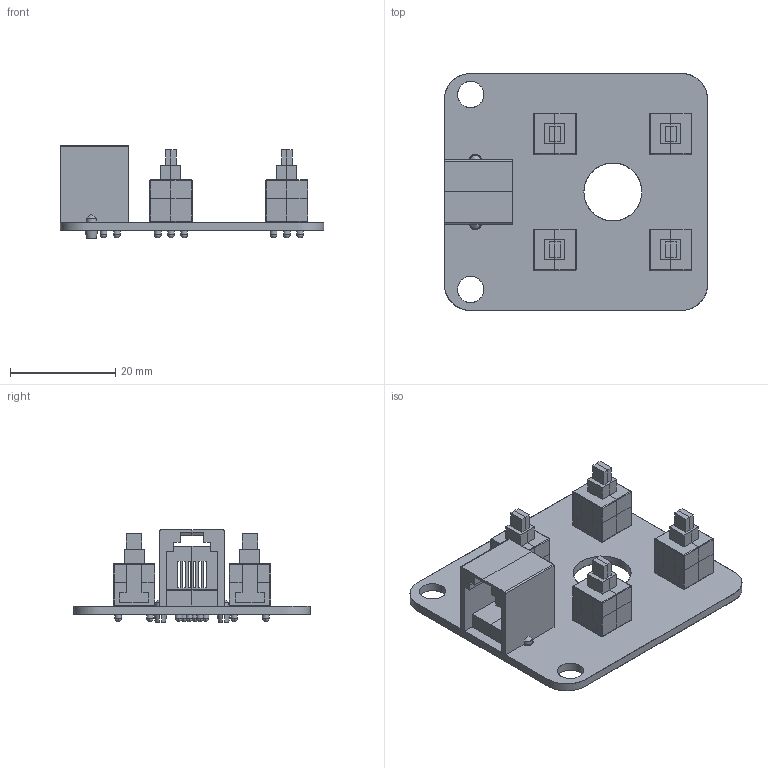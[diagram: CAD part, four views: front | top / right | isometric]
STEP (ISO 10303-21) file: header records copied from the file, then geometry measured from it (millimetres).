
FILE_DESCRIPTION((''),'2;1');
FILE_NAME('PCB2.stp','2021-05-17T13:11:26',(''),(''),'AutoCAD STEP 2000i','AutoCAD 2000i',', , ');
FILE_SCHEMA(('CONFIG_CONTROL_DESIGN'));
Length unit declared in the file: millimetre
Products named in the file (1): 1415-PCB2
Bounding box: 50 x 45 x 17.6 mm (x, y, z)
Surface area: 9604.7 mm2 (no closed solid volume)
Topology: 0 solids, 0 shells, 649 faces, 3227 edges, 3133 vertices
Faces by surface type: bspline 649
Entity records: 56267 total; most frequent: CARTESIAN_POINT 42444, QUASI_UNIFORM_CURVE 4252, PCURVE 2870, COMPOSITE_CURVE_SEGMENT 2870, B_SPLINE_CURVE_WITH_KNOTS 838, OUTER_BOUNDARY_CURVE 649, CURVE_BOUNDED_SURFACE 649, DIRECTION 361
